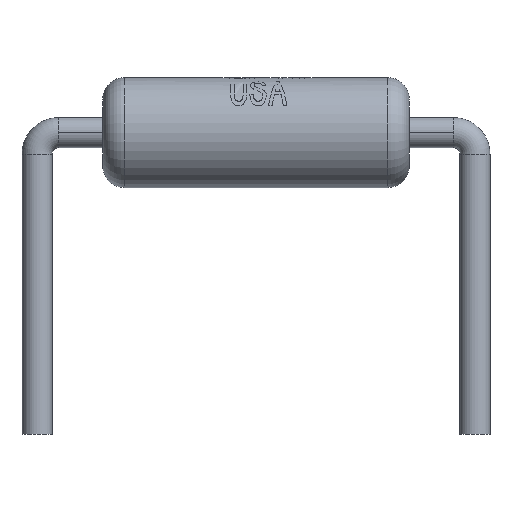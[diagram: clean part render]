
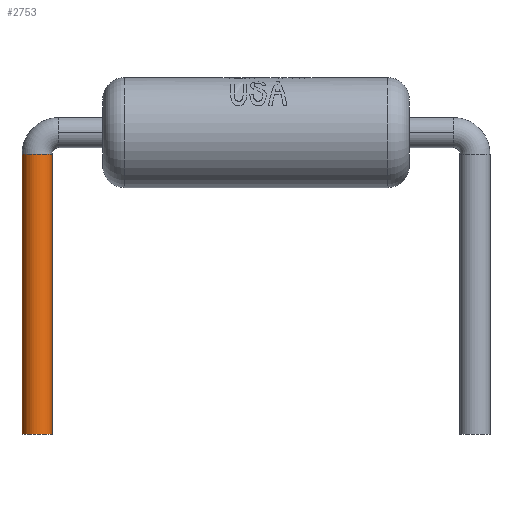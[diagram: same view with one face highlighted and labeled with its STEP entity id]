
A CAD part, top view. The second image highlights one B-rep face of the part: STEP entity #2753.
In plain terms, the highlighted cylindrical face has radius 0.35 mm (diameter 0.7 mm), a partial arc.
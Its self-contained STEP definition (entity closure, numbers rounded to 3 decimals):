
#203 = FACE_OUTER_BOUND ( 'NONE', #2456, .T. ) ;
#233 = CYLINDRICAL_SURFACE ( 'NONE', #350, 0.35 ) ;
#350 = AXIS2_PLACEMENT_3D ( 'NONE', #423, #433, #459 ) ;
#423 = CARTESIAN_POINT ( 'NONE',  ( 0., 5.5, 0. ) ) ;
#433 = DIRECTION ( 'NONE',  ( 0., -1., 0. ) ) ;
#459 = DIRECTION ( 'NONE',  ( 1., 0., 0. ) ) ;
#1114 = CIRCLE ( 'NONE', #2257, 0.35 ) ;
#1116 = VECTOR ( 'NONE', #1695, 1000. ) ;
#1117 = LINE ( 'NONE', #2104, #1146 ) ;
#1123 = LINE ( 'NONE', #1691, #1116 ) ;
#1146 = VECTOR ( 'NONE', #2112, 1000. ) ;
#1164 = CIRCLE ( 'NONE', #2266, 0.35 ) ;
#1402 = ORIENTED_EDGE ( 'NONE', *, *, #2567, .F. ) ;
#1404 = ORIENTED_EDGE ( 'NONE', *, *, #2574, .T. ) ;
#1415 = ORIENTED_EDGE ( 'NONE', *, *, #2581, .F. ) ;
#1417 = ORIENTED_EDGE ( 'NONE', *, *, #2542, .T. ) ;
#1647 = DIRECTION ( 'NONE',  ( 0., 1., 0. ) ) ;
#1664 = CARTESIAN_POINT ( 'NONE',  ( 0., 5.5, 0. ) ) ;
#1665 = DIRECTION ( 'NONE',  ( 0., 0., 1. ) ) ;
#1680 = DIRECTION ( 'NONE',  ( 0., 1., 0. ) ) ;
#1683 = CARTESIAN_POINT ( 'NONE',  ( 0., -1., 0. ) ) ;
#1689 = DIRECTION ( 'NONE',  ( 0., 0., 1. ) ) ;
#1691 = CARTESIAN_POINT ( 'NONE',  ( 0.35, 5.5, 0. ) ) ;
#1695 = DIRECTION ( 'NONE',  ( 0., -1., 0. ) ) ;
#1717 = CARTESIAN_POINT ( 'NONE',  ( -0.35, 5.5, 0. ) ) ;
#1725 = CARTESIAN_POINT ( 'NONE',  ( 0.35, 5.5, 0. ) ) ;
#1787 = CARTESIAN_POINT ( 'NONE',  ( 0.35, -1., 0. ) ) ;
#1795 = CARTESIAN_POINT ( 'NONE',  ( -0.35, -1., 0. ) ) ;
#2104 = CARTESIAN_POINT ( 'NONE',  ( -0.35, 5.5, 0. ) ) ;
#2112 = DIRECTION ( 'NONE',  ( 0., -1., 0. ) ) ;
#2257 = AXIS2_PLACEMENT_3D ( 'NONE', #1664, #1647, #1665 ) ;
#2266 = AXIS2_PLACEMENT_3D ( 'NONE', #1683, #1680, #1689 ) ;
#2456 = EDGE_LOOP ( 'NONE', ( #1402, #1417, #1404, #1415 ) ) ;
#2542 = EDGE_CURVE ( 'NONE', #2606, #2623, #1117, .T. ) ;
#2567 = EDGE_CURVE ( 'NONE', #2606, #2616, #1114, .T. ) ;
#2574 = EDGE_CURVE ( 'NONE', #2623, #2624, #1164, .T. ) ;
#2581 = EDGE_CURVE ( 'NONE', #2616, #2624, #1123, .T. ) ;
#2606 = VERTEX_POINT ( 'NONE', #1717 ) ;
#2616 = VERTEX_POINT ( 'NONE', #1725 ) ;
#2623 = VERTEX_POINT ( 'NONE', #1795 ) ;
#2624 = VERTEX_POINT ( 'NONE', #1787 ) ;
#2753 = ADVANCED_FACE ( 'NONE', ( #203 ), #233, .T. ) ;
